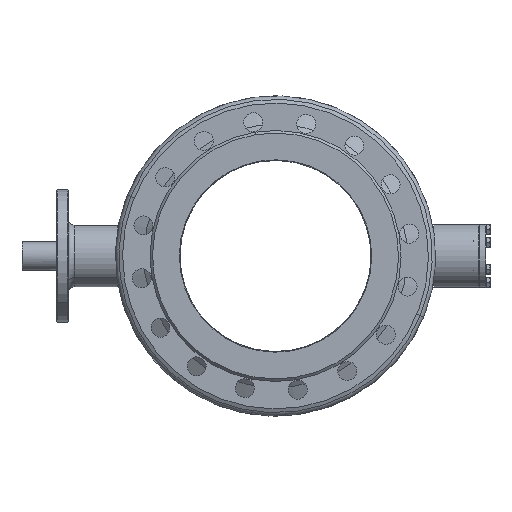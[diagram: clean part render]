
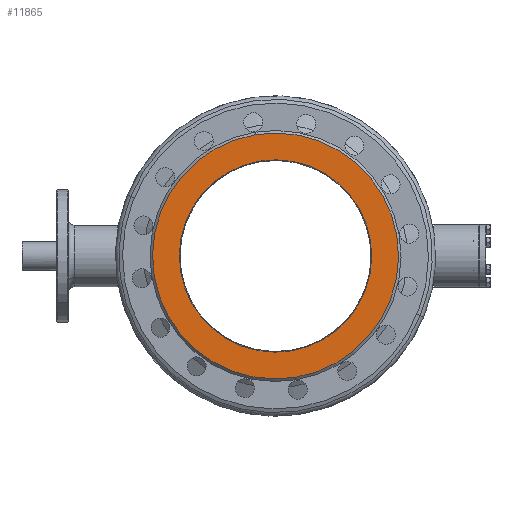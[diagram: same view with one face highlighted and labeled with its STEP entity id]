
A CAD part, left-side view. The second image highlights one B-rep face of the part: STEP entity #11865.
In plain terms, the highlighted face is planar.
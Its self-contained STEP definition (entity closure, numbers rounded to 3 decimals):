
#575 = ORIENTED_EDGE ( 'NONE', *, *, #10879, .T. ) ;
#983 = AXIS2_PLACEMENT_3D ( 'NONE', #6063, #5925, #2569 ) ;
#2159 = ORIENTED_EDGE ( 'NONE', *, *, #4424, .F. ) ;
#2569 = DIRECTION ( 'NONE',  ( 1., 0., 0. ) ) ;
#2913 = CARTESIAN_POINT ( 'NONE',  ( 0., 0., 38. ) ) ;
#2917 = ORIENTED_EDGE ( 'NONE', *, *, #7345, .F. ) ;
#3064 = DIRECTION ( 'NONE',  ( 0., 0., 1. ) ) ;
#3424 = PLANE ( 'NONE',  #7150 ) ;
#3560 = DIRECTION ( 'NONE',  ( 0., 0., 1. ) ) ;
#3997 = CARTESIAN_POINT ( 'NONE',  ( 0., 0., 38. ) ) ;
#4174 = AXIS2_PLACEMENT_3D ( 'NONE', #2913, #3064, #12757 ) ;
#4424 = EDGE_CURVE ( 'NONE', #6642, #5530, #5381, .T. ) ;
#5090 = VERTEX_POINT ( 'NONE', #11169 ) ;
#5198 = EDGE_LOOP ( 'NONE', ( #575, #6243 ) ) ;
#5381 = CIRCLE ( 'NONE', #6522, 152.5 ) ;
#5530 = VERTEX_POINT ( 'NONE', #11151 ) ;
#5778 = EDGE_LOOP ( 'NONE', ( #2917, #2159 ) ) ;
#5925 = DIRECTION ( 'NONE',  ( 0., 0., 1. ) ) ;
#6063 = CARTESIAN_POINT ( 'NONE',  ( 0., 0., 38. ) ) ;
#6243 = ORIENTED_EDGE ( 'NONE', *, *, #11410, .T. ) ;
#6522 = AXIS2_PLACEMENT_3D ( 'NONE', #3997, #10542, #11766 ) ;
#6642 = VERTEX_POINT ( 'NONE', #9659 ) ;
#7150 = AXIS2_PLACEMENT_3D ( 'NONE', #7764, #3560, #12123 ) ;
#7345 = EDGE_CURVE ( 'NONE', #5530, #6642, #7805, .T. ) ;
#7366 = AXIS2_PLACEMENT_3D ( 'NONE', #9709, #9849, #11929 ) ;
#7764 = CARTESIAN_POINT ( 'NONE',  ( 0., 0., 38. ) ) ;
#7805 = CIRCLE ( 'NONE', #983, 152.5 ) ;
#8834 = FACE_BOUND ( 'NONE', #5778, .T. ) ;
#9659 = CARTESIAN_POINT ( 'NONE',  ( -152.5, 0., 38. ) ) ;
#9709 = CARTESIAN_POINT ( 'NONE',  ( 0., 0., 38. ) ) ;
#9849 = DIRECTION ( 'NONE',  ( 0., 0., 1. ) ) ;
#10542 = DIRECTION ( 'NONE',  ( 0., 0., 1. ) ) ;
#10879 = EDGE_CURVE ( 'NONE', #5090, #13684, #13043, .T. ) ;
#11151 = CARTESIAN_POINT ( 'NONE',  ( 152.5, 0., 38. ) ) ;
#11169 = CARTESIAN_POINT ( 'NONE',  ( -195., 0., 38. ) ) ;
#11410 = EDGE_CURVE ( 'NONE', #13684, #5090, #13512, .T. ) ;
#11766 = DIRECTION ( 'NONE',  ( 1., 0., 0. ) ) ;
#11865 = ADVANCED_FACE ( 'NONE', ( #13338, #8834 ), #3424, .T. ) ;
#11929 = DIRECTION ( 'NONE',  ( 1., 0., 0. ) ) ;
#12123 = DIRECTION ( 'NONE',  ( 1., 0., 0. ) ) ;
#12668 = CARTESIAN_POINT ( 'NONE',  ( 195., 0., 38. ) ) ;
#12757 = DIRECTION ( 'NONE',  ( 1., 0., 0. ) ) ;
#13043 = CIRCLE ( 'NONE', #4174, 195. ) ;
#13338 = FACE_OUTER_BOUND ( 'NONE', #5198, .T. ) ;
#13512 = CIRCLE ( 'NONE', #7366, 195. ) ;
#13684 = VERTEX_POINT ( 'NONE', #12668 ) ;
